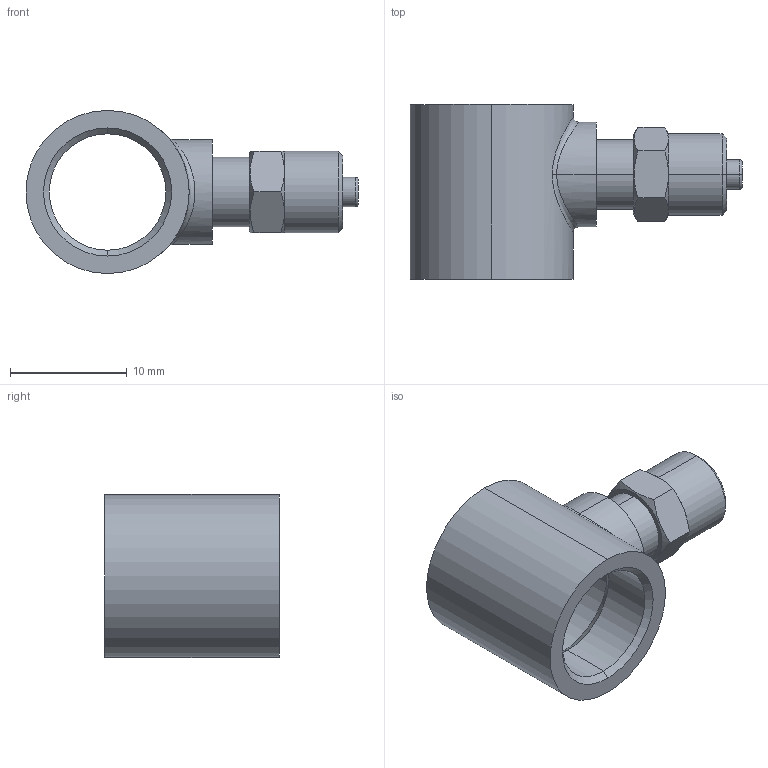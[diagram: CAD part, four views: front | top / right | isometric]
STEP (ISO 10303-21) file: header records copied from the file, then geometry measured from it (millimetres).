
FILE_DESCRIPTION (( 'STEP AP203' ), '1' );
FILE_NAME ('02130011.STEP', '2011-09-29T16:11:55', ( '' ), ( 'sopra-pneumatic' ), 'SwSTEP 2.0', 'SolidWorks 2011', '' );
FILE_SCHEMA (( 'CONFIG_CONTROL_DESIGN' ));
Length unit declared in the file: millimetre
Products named in the file (1): 02130011
Bounding box: 28.49 x 15 x 14 mm (x, y, z)
Volume: 1528.3 mm3; surface area: 1760.5 mm2
Topology: 1 solids, 1 shells, 60 faces, 130 edges, 76 vertices
Faces by surface type: cone 24, cylinder 20, plane 12, bspline 2, torus 2
Entity records: 2177 total; most frequent: CARTESIAN_POINT 807, DIRECTION 278, ORIENTED_EDGE 260, EDGE_CURVE 130, AXIS2_PLACEMENT_3D 117, VERTEX_POINT 76, EDGE_LOOP 68, FACE_OUTER_BOUND 60
